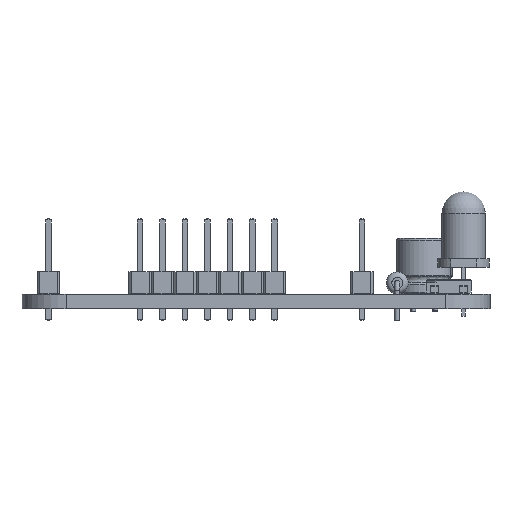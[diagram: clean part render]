
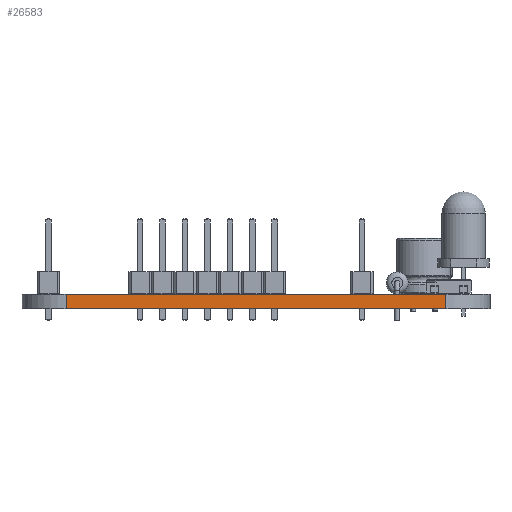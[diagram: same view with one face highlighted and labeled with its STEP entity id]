
A CAD part, front view. The second image highlights one B-rep face of the part: STEP entity #26583.
In plain terms, the highlighted planar face has unit normal (0, -1, 0).
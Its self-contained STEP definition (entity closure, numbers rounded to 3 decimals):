
#23936 = VERTEX_POINT('',#23937);
#23937 = CARTESIAN_POINT('',(159.5,-140.5,0.));
#23944 = EDGE_CURVE('',#23936,#23945,#23947,.T.);
#23945 = VERTEX_POINT('',#23946);
#23946 = CARTESIAN_POINT('',(116.5,-140.5,0.));
#23947 = LINE('',#23948,#23949);
#23948 = CARTESIAN_POINT('',(159.5,-140.5,0.));
#23949 = VECTOR('',#23950,1.);
#23950 = DIRECTION('',(-1.,0.,0.));
#25237 = VERTEX_POINT('',#25238);
#25238 = CARTESIAN_POINT('',(159.5,-140.5,1.6));
#25245 = EDGE_CURVE('',#25237,#25246,#25248,.T.);
#25246 = VERTEX_POINT('',#25247);
#25247 = CARTESIAN_POINT('',(116.5,-140.5,1.6));
#25248 = LINE('',#25249,#25250);
#25249 = CARTESIAN_POINT('',(159.5,-140.5,1.6));
#25250 = VECTOR('',#25251,1.);
#25251 = DIRECTION('',(-1.,0.,0.));
#26553 = EDGE_CURVE('',#23945,#25246,#26554,.T.);
#26554 = LINE('',#26555,#26556);
#26555 = CARTESIAN_POINT('',(116.5,-140.5,0.));
#26556 = VECTOR('',#26557,1.);
#26557 = DIRECTION('',(0.,0.,1.));
#26583 = ADVANCED_FACE('',(#26584),#26595,.T.);
#26584 = FACE_BOUND('',#26585,.T.);
#26585 = EDGE_LOOP('',(#26586,#26592,#26593,#26594));
#26586 = ORIENTED_EDGE('',*,*,#26587,.T.);
#26587 = EDGE_CURVE('',#23936,#25237,#26588,.T.);
#26588 = LINE('',#26589,#26590);
#26589 = CARTESIAN_POINT('',(159.5,-140.5,0.));
#26590 = VECTOR('',#26591,1.);
#26591 = DIRECTION('',(0.,0.,1.));
#26592 = ORIENTED_EDGE('',*,*,#25245,.T.);
#26593 = ORIENTED_EDGE('',*,*,#26553,.F.);
#26594 = ORIENTED_EDGE('',*,*,#23944,.F.);
#26595 = PLANE('',#26596);
#26596 = AXIS2_PLACEMENT_3D('',#26597,#26598,#26599);
#26597 = CARTESIAN_POINT('',(159.5,-140.5,0.));
#26598 = DIRECTION('',(0.,-1.,0.));
#26599 = DIRECTION('',(-1.,0.,0.));
